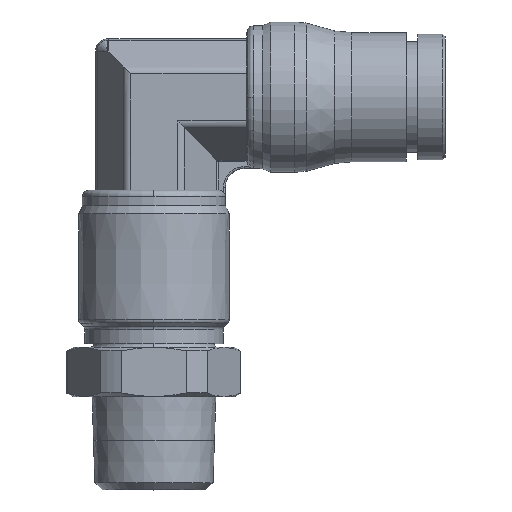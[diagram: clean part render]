
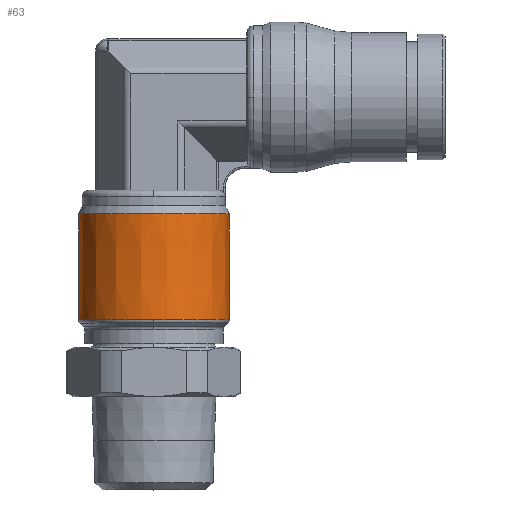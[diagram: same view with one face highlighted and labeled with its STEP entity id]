
A CAD part, top view. The second image highlights one B-rep face of the part: STEP entity #63.
In plain terms, the highlighted conical face has half-angle 0.002 degrees and reference radius 6.053 mm.
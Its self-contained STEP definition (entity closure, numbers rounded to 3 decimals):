
#63=ADVANCED_FACE('',(#234),#235,.T.);
#234=FACE_OUTER_BOUND('',#552,.T.);
#235=CONICAL_SURFACE('',#553,6.053,0.);
#552=EDGE_LOOP('',(#965,#966,#967,#968,#969));
#553=AXIS2_PLACEMENT_3D('',#970,#971,#972);
#965=ORIENTED_EDGE('',*,*,#2094,.F.);
#966=ORIENTED_EDGE('',*,*,#2095,.T.);
#967=ORIENTED_EDGE('',*,*,#2096,.T.);
#968=ORIENTED_EDGE('',*,*,#2097,.F.);
#969=ORIENTED_EDGE('',*,*,#2092,.F.);
#970=CARTESIAN_POINT('',(-23.421,-13.641,0.0));
#971=DIRECTION('',(0.,-1.0,-0.0));
#972=DIRECTION('',(-1.0,0.,0.0));
#2092=EDGE_CURVE('',#2510,#2512,#2513,.T.);
#2094=EDGE_CURVE('',#2515,#2510,#2516,.T.);
#2095=EDGE_CURVE('',#2515,#2517,#2518,.T.);
#2096=EDGE_CURVE('',#2517,#2519,#2520,.T.);
#2097=EDGE_CURVE('',#2512,#2519,#2521,.T.);
#2510=VERTEX_POINT('',#3184);
#2512=VERTEX_POINT('',#3187);
#2513=CIRCLE('',#3188,6.053);
#2515=VERTEX_POINT('',#3191);
#2516=LINE('',#3192,#3193);
#2517=VERTEX_POINT('',#3194);
#2518=CIRCLE('',#3195,6.053);
#2519=VERTEX_POINT('',#3196);
#2520=CIRCLE('',#3197,6.053);
#2521=LINE('',#3198,#3199);
#3184=CARTESIAN_POINT('',(-29.474,-9.389,0.0));
#3187=CARTESIAN_POINT('',(-17.368,-9.389,0.));
#3188=AXIS2_PLACEMENT_3D('',#4417,#4418,#4419);
#3191=CARTESIAN_POINT('',(-29.474,-17.893,0.0));
#3192=CARTESIAN_POINT('',(-29.474,-13.641,0.));
#3193=VECTOR('',#4421,1.0);
#3194=CARTESIAN_POINT('',(-23.421,-17.893,6.053));
#3195=AXIS2_PLACEMENT_3D('',#4422,#4423,#4424);
#3196=CARTESIAN_POINT('',(-17.368,-17.893,0.));
#3197=AXIS2_PLACEMENT_3D('',#4425,#4426,#4427);
#3198=CARTESIAN_POINT('',(-17.368,-13.641,0.));
#3199=VECTOR('',#4428,1.0);
#4417=CARTESIAN_POINT('',(-23.421,-9.389,0.0));
#4418=DIRECTION('',(0.,1.0,0.0));
#4419=DIRECTION('',(-1.0,0.,0.0));
#4421=DIRECTION('',(0.,1.,0.));
#4422=CARTESIAN_POINT('',(-23.421,-17.893,0.0));
#4423=DIRECTION('',(0.,1.0,0.0));
#4424=DIRECTION('',(-1.0,0.,0.0));
#4425=CARTESIAN_POINT('',(-23.421,-17.893,0.0));
#4426=DIRECTION('',(0.,1.0,0.0));
#4427=DIRECTION('',(-1.0,0.,0.0));
#4428=DIRECTION('',(0.,-1.,0.));
